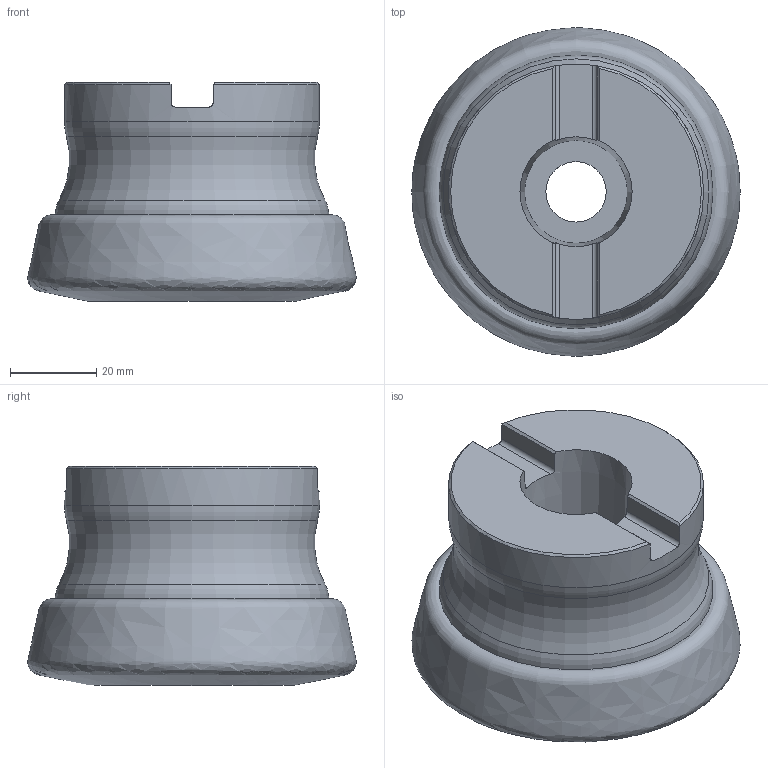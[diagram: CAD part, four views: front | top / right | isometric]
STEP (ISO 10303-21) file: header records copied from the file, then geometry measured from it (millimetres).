
FILE_DESCRIPTION(/* description */ (''),/* implementation_level */ '2;1');
FILE_NAME(/* name */ 'R220.21-03.00-SP18.5A_Basic.stp',/* time_stamp */ '2021-12-30T08:35:35+05:00',/* author */ (''),/* organization */ (''),/* preprocessor_version */ 'ST-DEVELOPER v16.7',/* originating_system */ 'SIEMENS PLM Software NX 12.0',/* authorisation */ '');
FILE_SCHEMA (('AUTOMOTIVE_DESIGN { 1 0 10303 214 3 1 1 1 }'));
Length unit declared in the file: millimetre
Products named in the file (1): inpu48802FA5wma9
Bounding box: 76.13 x 76.14 x 50.8 mm (x, y, z)
Volume: 189084.5 mm3; surface area: 31504.8 mm2
Topology: 2 solids, 2 shells, 38 faces, 99 edges, 65 vertices
Faces by surface type: plane 17, cylinder 8, cone 6, torus 6, revolution 1
Full cylindrical faces by diameter (mm): 14 x1, 20.5 x1, 59.15 x1, 63.481 x1
Entity records: 1431 total; most frequent: CARTESIAN_POINT 523, DIRECTION 177, ORIENTED_EDGE 150, AXIS2_PLACEMENT_3D 78, EDGE_CURVE 75, VERTEX_POINT 54, EDGE_LOOP 52, ADVANCED_FACE 38
